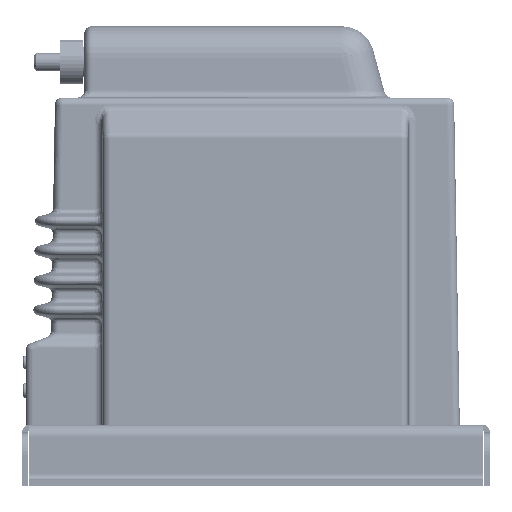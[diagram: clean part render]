
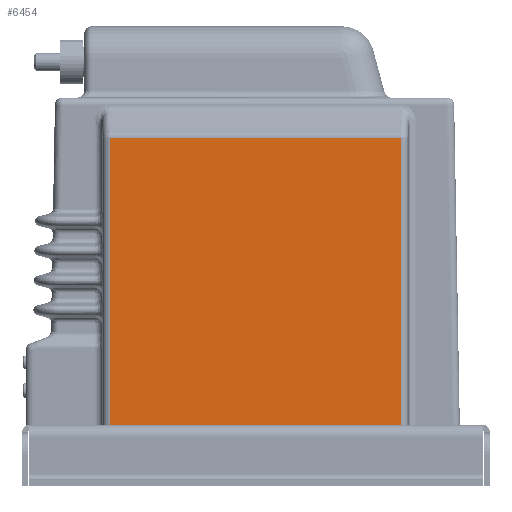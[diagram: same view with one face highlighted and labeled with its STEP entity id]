
A CAD part, left-side view. The second image highlights one B-rep face of the part: STEP entity #6454.
In plain terms, the highlighted free-form (B-spline) face has degree [1, 1] with [2, 2] control points.
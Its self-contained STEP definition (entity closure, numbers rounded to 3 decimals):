
#6454=ADVANCED_FACE('',(#17119),#17121,.F.);
#17119=FACE_BOUND('',#17120,.T.);
#17120=EDGE_LOOP('',(#27498,#27499,#27500,#27501));
#17121=B_SPLINE_SURFACE_WITH_KNOTS('',1,1,(
(#17122,#17123),
(#17124,#17125)),
.UNSPECIFIED.,.F.,.F.,.F.,
(2,2),
(2,2),
(-202.173,-4.877),
(-196.95,-2.39),
.UNSPECIFIED.);
#17122=CARTESIAN_POINT('',(97.804,-1.112,74.067));
#17123=CARTESIAN_POINT('',(97.804,191.695,74.067));
#17124=CARTESIAN_POINT('',(-97.715,-1.112,74.067));
#17125=CARTESIAN_POINT('',(-97.715,191.695,74.067));
#27498=ORIENTED_EDGE('',*,*,#32015,.T.);
#27499=ORIENTED_EDGE('',*,*,#32016,.T.);
#27500=ORIENTED_EDGE('',*,*,#31963,.T.);
#27501=ORIENTED_EDGE('',*,*,#32017,.T.);
#31963=EDGE_CURVE('',#36069,#36067,#36070,.T.);
#32015=EDGE_CURVE('',#36166,#36167,#36168,.T.);
#32016=EDGE_CURVE('',#36167,#36069,#36169,.T.);
#32017=EDGE_CURVE('',#36067,#36166,#36170,.T.);
#36067=VERTEX_POINT('',#46995);
#36069=VERTEX_POINT('',#47000);
#36070=LINE('',#47001,#47002);
#36166=VERTEX_POINT('',#47517);
#36167=VERTEX_POINT('',#47518);
#36168=LINE('',#47519,#47520);
#36169=LINE('',#47522,#47523);
#36170=LINE('',#47525,#47526);
#46995=CARTESIAN_POINT('',(97.804,-1.112,74.067));
#47000=CARTESIAN_POINT('',(-97.715,-1.112,74.067));
#47001=CARTESIAN_POINT('',(-97.715,-1.112,74.067));
#47002=VECTOR('',#47003,1.);
#47003=DIRECTION('',(1.,0.,0.));
#47517=CARTESIAN_POINT('',(97.804,191.695,74.067));
#47518=CARTESIAN_POINT('',(-97.715,191.695,74.067));
#47519=CARTESIAN_POINT('',(97.804,191.695,74.067));
#47520=VECTOR('',#47521,1.);
#47521=DIRECTION('',(-1.,0.,0.));
#47522=CARTESIAN_POINT('',(-97.715,191.695,74.067));
#47523=VECTOR('',#47524,1.);
#47524=DIRECTION('',(0.,-1.,0.));
#47525=CARTESIAN_POINT('',(97.804,-1.112,74.067));
#47526=VECTOR('',#47527,1.);
#47527=DIRECTION('',(0.,1.,0.));
